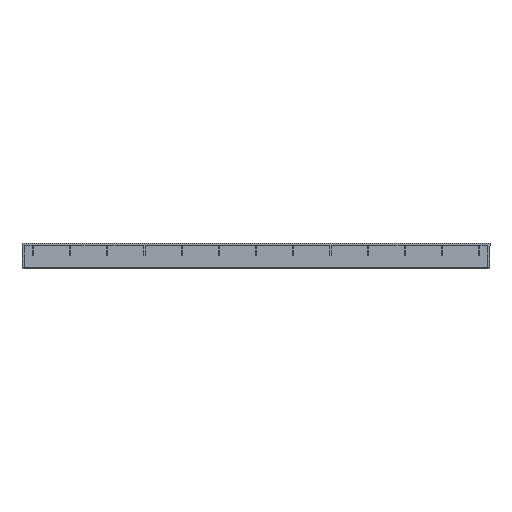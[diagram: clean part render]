
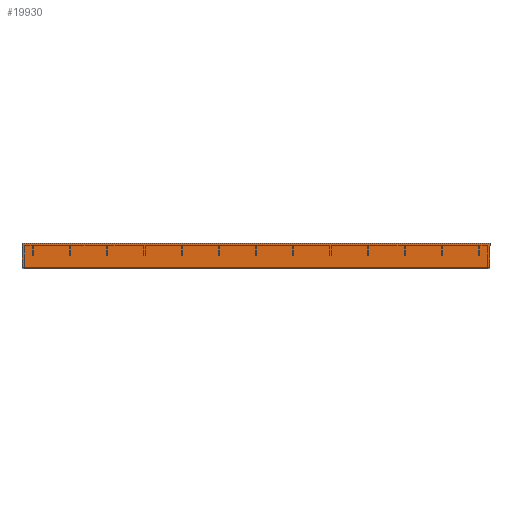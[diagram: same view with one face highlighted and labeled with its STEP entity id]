
A CAD part, top view. The second image highlights one B-rep face of the part: STEP entity #19930.
In plain terms, the highlighted planar face has unit normal (0, 0, 1).
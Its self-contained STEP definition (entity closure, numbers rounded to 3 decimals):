
#1234 = CARTESIAN_POINT ( 'NONE',  ( 390., 10., 0. ) ) ;
#2127 = DIRECTION ( 'NONE',  ( 0., -1., 0. ) ) ;
#3099 = VERTEX_POINT ( 'NONE', #39002 ) ;
#4217 = VECTOR ( 'NONE', #17815, 1000. ) ;
#5917 = ORIENTED_EDGE ( 'NONE', *, *, #17770, .T. ) ;
#6459 = PLANE ( 'NONE',  #21496 ) ;
#8958 = EDGE_CURVE ( 'NONE', #10091, #21702, #21182, .T. ) ;
#9967 = CARTESIAN_POINT ( 'NONE',  ( 0., -10., 0. ) ) ;
#10091 = VERTEX_POINT ( 'NONE', #9967 ) ;
#10985 = LINE ( 'NONE', #20692, #24048 ) ;
#11684 = EDGE_CURVE ( 'NONE', #3099, #10091, #36650, .T. ) ;
#13418 = CARTESIAN_POINT ( 'NONE',  ( 0., 10., 0. ) ) ;
#13511 = CARTESIAN_POINT ( 'NONE',  ( 390., 10., 0. ) ) ;
#13549 = CARTESIAN_POINT ( 'NONE',  ( 0., -10., 0. ) ) ;
#13942 = CARTESIAN_POINT ( 'NONE',  ( 0., 3.333, 0. ) ) ;
#15797 = ORIENTED_EDGE ( 'NONE', *, *, #16878, .F. ) ;
#16110 = DIRECTION ( 'NONE',  ( -1., 0., 0. ) ) ;
#16653 = VERTEX_POINT ( 'NONE', #13511 ) ;
#16878 = EDGE_CURVE ( 'NONE', #16653, #3099, #10985, .T. ) ;
#17770 = EDGE_CURVE ( 'NONE', #16653, #21702, #19160, .T. ) ;
#17815 = DIRECTION ( 'NONE',  ( -1., 0., 0. ) ) ;
#18187 = VECTOR ( 'NONE', #16110, 1000. ) ;
#18398 = ORIENTED_EDGE ( 'NONE', *, *, #8958, .F. ) ;
#19160 = LINE ( 'NONE', #1234, #18187 ) ;
#19605 = ORIENTED_EDGE ( 'NONE', *, *, #11684, .F. ) ;
#19930 = ADVANCED_FACE ( 'NONE', ( #34901 ), #6459, .F. ) ;
#20692 = CARTESIAN_POINT ( 'NONE',  ( 390., 10., 0. ) ) ;
#21182 = B_SPLINE_CURVE_WITH_KNOTS ( 'NONE', 3,
 ( #13549, #28948, #13942, #13418 ),
 .UNSPECIFIED., .F., .F.,
 ( 4, 4 ),
 ( 0., 1. ),
 .UNSPECIFIED. ) ;
#21496 = AXIS2_PLACEMENT_3D ( 'NONE', #31336, #30938, #37153 ) ;
#21702 = VERTEX_POINT ( 'NONE', #36266 ) ;
#24048 = VECTOR ( 'NONE', #2127, 1000. ) ;
#25360 = EDGE_LOOP ( 'NONE', ( #5917, #18398, #19605, #15797 ) ) ;
#28948 = CARTESIAN_POINT ( 'NONE',  ( 0., -3.333, 0. ) ) ;
#30938 = DIRECTION ( 'NONE',  ( 0., 0., -1. ) ) ;
#31336 = CARTESIAN_POINT ( 'NONE',  ( 390., 10., 0. ) ) ;
#34901 = FACE_OUTER_BOUND ( 'NONE', #25360, .T. ) ;
#36266 = CARTESIAN_POINT ( 'NONE',  ( 0., 10., 0. ) ) ;
#36650 = LINE ( 'NONE', #39166, #4217 ) ;
#37153 = DIRECTION ( 'NONE',  ( 0., 1., 0. ) ) ;
#39002 = CARTESIAN_POINT ( 'NONE',  ( 390., -10., 0. ) ) ;
#39166 = CARTESIAN_POINT ( 'NONE',  ( 390., -10., 0. ) ) ;
